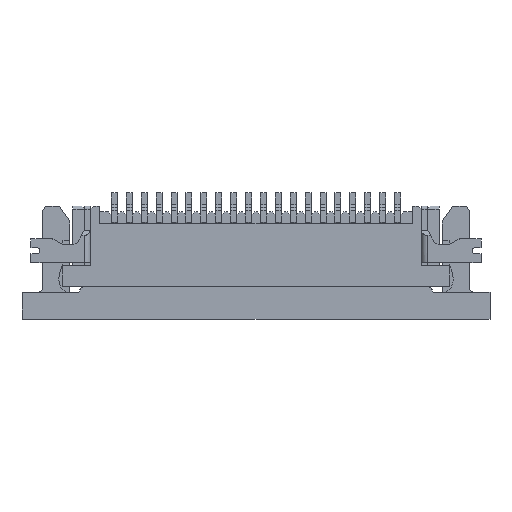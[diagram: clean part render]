
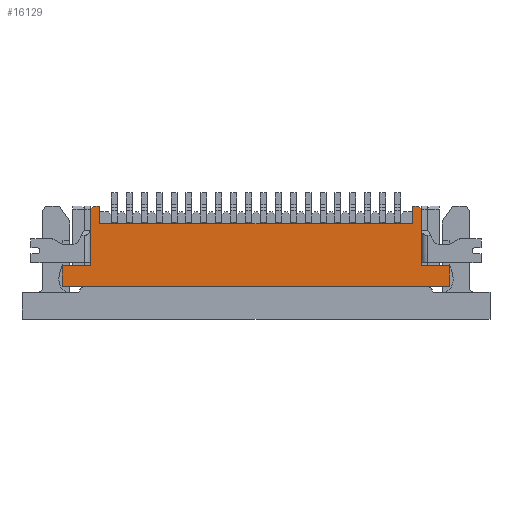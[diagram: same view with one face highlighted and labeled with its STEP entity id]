
A CAD part, top view. The second image highlights one B-rep face of the part: STEP entity #16129.
In plain terms, the highlighted planar face has unit normal (0, 0, 1).
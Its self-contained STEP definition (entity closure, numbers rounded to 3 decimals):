
#849=ORIENTED_EDGE('',*,*,#5743,.T.);
#850=ORIENTED_EDGE('',*,*,#5744,.T.);
#851=ORIENTED_EDGE('',*,*,#5745,.T.);
#852=ORIENTED_EDGE('',*,*,#5746,.T.);
#853=ORIENTED_EDGE('',*,*,#5747,.T.);
#854=ORIENTED_EDGE('',*,*,#5748,.F.);
#855=ORIENTED_EDGE('',*,*,#5749,.F.);
#856=ORIENTED_EDGE('',*,*,#5750,.T.);
#857=ORIENTED_EDGE('',*,*,#5751,.T.);
#858=ORIENTED_EDGE('',*,*,#5752,.T.);
#859=ORIENTED_EDGE('',*,*,#5753,.F.);
#860=ORIENTED_EDGE('',*,*,#5754,.F.);
#861=ORIENTED_EDGE('',*,*,#5755,.T.);
#862=ORIENTED_EDGE('',*,*,#5756,.T.);
#5743=EDGE_CURVE('',#8180,#8181,#9760,.T.);
#5744=EDGE_CURVE('',#8181,#8182,#9761,.T.);
#5745=EDGE_CURVE('',#8182,#8183,#9762,.T.);
#5746=EDGE_CURVE('',#8183,#8184,#9763,.T.);
#5747=EDGE_CURVE('',#8184,#8185,#9764,.T.);
#5748=EDGE_CURVE('',#8186,#8185,#9765,.T.);
#5749=EDGE_CURVE('',#8187,#8186,#9766,.T.);
#5750=EDGE_CURVE('',#8187,#8188,#9767,.T.);
#5751=EDGE_CURVE('',#8188,#8189,#9768,.T.);
#5752=EDGE_CURVE('',#8189,#8190,#9769,.T.);
#5753=EDGE_CURVE('',#8191,#8190,#9770,.T.);
#5754=EDGE_CURVE('',#8192,#8191,#9771,.T.);
#5755=EDGE_CURVE('',#8192,#8193,#9772,.T.);
#5756=EDGE_CURVE('',#8193,#8180,#9773,.T.);
#8180=VERTEX_POINT('',#22944);
#8181=VERTEX_POINT('',#22945);
#8182=VERTEX_POINT('',#22947);
#8183=VERTEX_POINT('',#22949);
#8184=VERTEX_POINT('',#22951);
#8185=VERTEX_POINT('',#22953);
#8186=VERTEX_POINT('',#22955);
#8187=VERTEX_POINT('',#22957);
#8188=VERTEX_POINT('',#22959);
#8189=VERTEX_POINT('',#22961);
#8190=VERTEX_POINT('',#22963);
#8191=VERTEX_POINT('',#22965);
#8192=VERTEX_POINT('',#22967);
#8193=VERTEX_POINT('',#22969);
#9760=LINE('',#22943,#11905);
#9761=LINE('',#22946,#11906);
#9762=LINE('',#22948,#11907);
#9763=LINE('',#22950,#11908);
#9764=LINE('',#22952,#11909);
#9765=LINE('',#22954,#11910);
#9766=LINE('',#22956,#11911);
#9767=LINE('',#22958,#11912);
#9768=LINE('',#22960,#11913);
#9769=LINE('',#22962,#11914);
#9770=LINE('',#22964,#11915);
#9771=LINE('',#22966,#11916);
#9772=LINE('',#22968,#11917);
#9773=LINE('',#22970,#11918);
#11905=VECTOR('',#18442,1000.);
#11906=VECTOR('',#18443,1000.);
#11907=VECTOR('',#18444,1000.);
#11908=VECTOR('',#18445,1000.);
#11909=VECTOR('',#18446,1000.);
#11910=VECTOR('',#18447,1000.);
#11911=VECTOR('',#18448,1000.);
#11912=VECTOR('',#18449,1000.);
#11913=VECTOR('',#18450,1000.);
#11914=VECTOR('',#18451,1000.);
#11915=VECTOR('',#18452,1000.);
#11916=VECTOR('',#18453,1000.);
#11917=VECTOR('',#18454,1000.);
#11918=VECTOR('',#18455,1000.);
#13912=EDGE_LOOP('',(#849,#850,#851,#852,#853,#854,#855,#856,#857,#858,
#859,#860,#861,#862));
#14703=FACE_BOUND('',#13912,.T.);
#15474=PLANE('',#17019);
#16129=ADVANCED_FACE('',(#14703),#15474,.T.);
#17019=AXIS2_PLACEMENT_3D('',#22942,#18440,#18441);
#18440=DIRECTION('',(0.,0.,1.));
#18441=DIRECTION('',(1.,0.,0.));
#18442=DIRECTION('',(0.,-1.,0.));
#18443=DIRECTION('',(-1.,0.,0.));
#18444=DIRECTION('',(0.,1.,0.));
#18445=DIRECTION('',(-1.,0.,0.));
#18446=DIRECTION('',(-0.707,-0.707,0.));
#18447=DIRECTION('',(0.,1.,0.));
#18448=DIRECTION('',(1.,0.,0.));
#18449=DIRECTION('',(0.,-1.,0.));
#18450=DIRECTION('',(1.,0.,0.));
#18451=DIRECTION('',(0.,1.,0.));
#18452=DIRECTION('',(1.,0.,0.));
#18453=DIRECTION('',(0.,-1.,0.));
#18454=DIRECTION('',(-0.707,0.707,0.));
#18455=DIRECTION('',(-1.,0.,0.));
#22942=CARTESIAN_POINT('',(0.,0.,0.6));
#22943=CARTESIAN_POINT('',(5.25,1.35,0.6));
#22944=CARTESIAN_POINT('',(5.25,1.35,0.6));
#22945=CARTESIAN_POINT('',(5.25,0.75,0.6));
#22946=CARTESIAN_POINT('',(-4.65,0.75,0.6));
#22947=CARTESIAN_POINT('',(-5.25,0.75,0.6));
#22948=CARTESIAN_POINT('',(-5.25,1.15,0.6));
#22949=CARTESIAN_POINT('',(-5.25,1.35,0.6));
#22950=CARTESIAN_POINT('',(6.5,1.35,0.6));
#22951=CARTESIAN_POINT('',(-5.45,1.35,0.6));
#22952=CARTESIAN_POINT('',(-3.4,3.4,0.6));
#22953=CARTESIAN_POINT('',(-5.55,1.25,0.6));
#22954=CARTESIAN_POINT('',(-5.55,-0.65,0.6));
#22955=CARTESIAN_POINT('',(-5.55,-0.65,0.6));
#22956=CARTESIAN_POINT('',(-6.5,-0.65,0.6));
#22957=CARTESIAN_POINT('',(-6.5,-0.65,0.6));
#22958=CARTESIAN_POINT('',(-6.5,1.35,0.6));
#22959=CARTESIAN_POINT('',(-6.5,-1.35,0.6));
#22960=CARTESIAN_POINT('',(-6.5,-1.35,0.6));
#22961=CARTESIAN_POINT('',(6.5,-1.35,0.6));
#22962=CARTESIAN_POINT('',(6.5,-1.35,0.6));
#22963=CARTESIAN_POINT('',(6.5,-0.65,0.6));
#22964=CARTESIAN_POINT('',(6.15,-0.65,0.6));
#22965=CARTESIAN_POINT('',(5.55,-0.65,0.6));
#22966=CARTESIAN_POINT('',(5.55,1.35,0.6));
#22967=CARTESIAN_POINT('',(5.55,1.25,0.6));
#22968=CARTESIAN_POINT('',(3.4,3.4,0.6));
#22969=CARTESIAN_POINT('',(5.45,1.35,0.6));
#22970=CARTESIAN_POINT('',(6.5,1.35,0.6));
